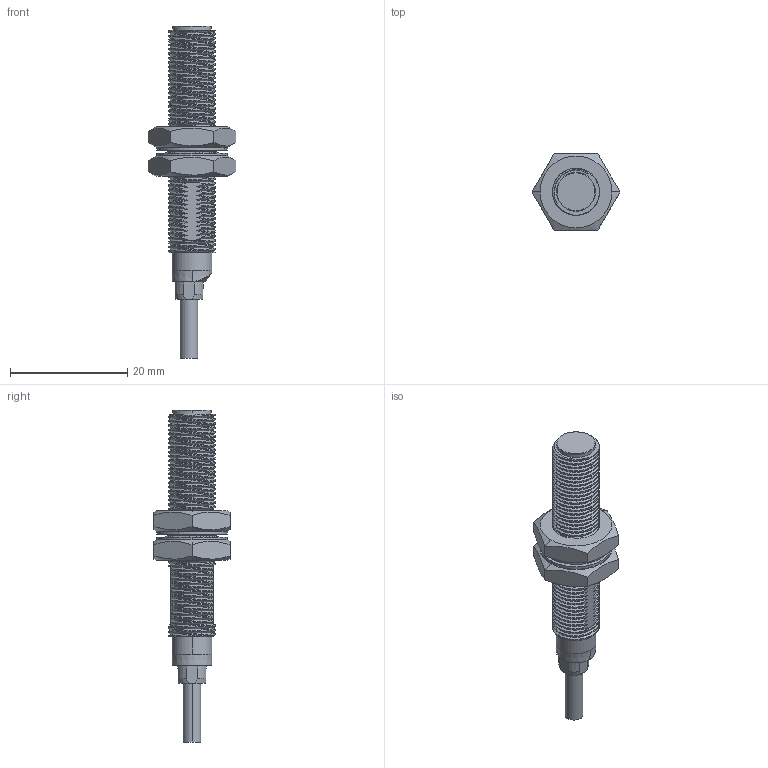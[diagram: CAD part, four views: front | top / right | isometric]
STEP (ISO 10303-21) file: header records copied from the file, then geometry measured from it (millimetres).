
FILE_DESCRIPTION((''),'2;1');
FILE_NAME('TLF08-02','2022-03-25T',('EDY'),(''),'CREO PARAMETRIC BY PTC INC, 2018070','CREO PARAMETRIC BY PTC INC, 2018070','');
FILE_SCHEMA(('CONFIG_CONTROL_DESIGN'));
Products named in the file (1): TLF08-02
Bounding box: 15.01 x 13 x 56.7 mm (x, y, z)
Volume: 2890.3 mm3; surface area: 2646.5 mm2
Topology: 1 solids, 1 shells, 800 faces, 2420 edges, 1624 vertices
Faces by surface type: plane 500, cylinder 180, bspline 73, cone 42, torus 3, sphere 2
Entity records: 81031 total; most frequent: CARTESIAN_POINT 60284, ORIENTED_EDGE 4820, DIRECTION 3577, EDGE_CURVE 2410, VERTEX_POINT 1622, VECTOR 1577, LINE 1577, AXIS2_PLACEMENT_3D 1000
